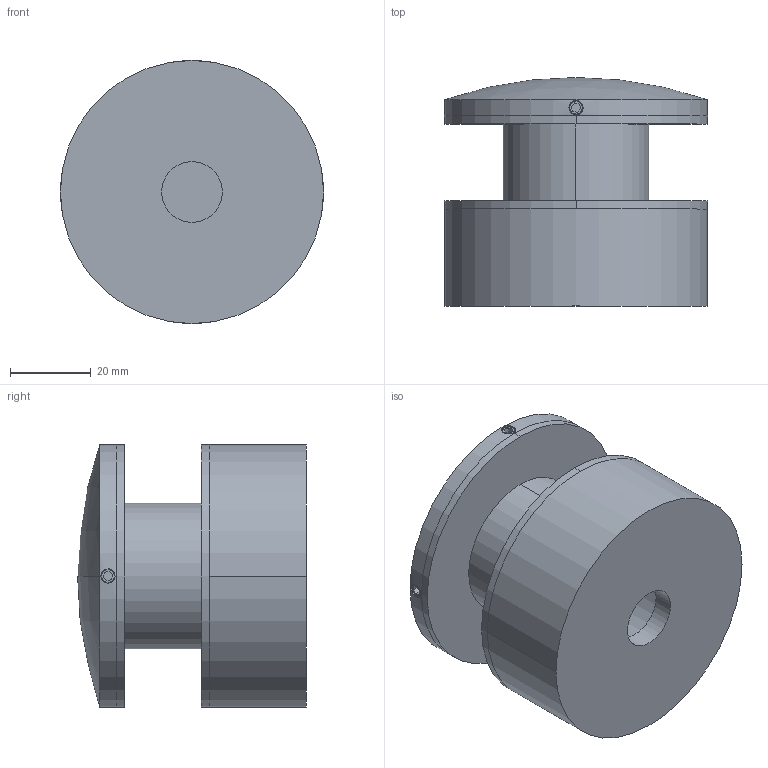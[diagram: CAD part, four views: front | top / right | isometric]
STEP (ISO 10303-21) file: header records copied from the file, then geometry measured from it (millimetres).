
FILE_DESCRIPTION (( 'STEP AP203' ), '1' );
FILE_NAME ('3D_GG-4252 x21.52_188770227.STEP', '2024-11-06T09:33:40', ( '' ), ( '' ), 'SwSTEP 2.0', 'SolidWorks 2023', '' );
FILE_SCHEMA (( 'CONFIG_CONTROL_DESIGN' ));
Length unit declared in the file: millimetre
Products named in the file (1): 3D_GG-4252 x21.52_188770227
Bounding box: 65 x 56.5 x 65 mm (x, y, z)
Volume: 124483 mm3; surface area: 41752.3 mm2
Topology: 4 solids, 7 shells, 118 faces, 248 edges, 157 vertices
Faces by surface type: plane 52, cylinder 40, cone 16, torus 8, sphere 2
Entity records: 3419 total; most frequent: CARTESIAN_POINT 736, DIRECTION 580, ORIENTED_EDGE 496, EDGE_CURVE 248, AXIS2_PLACEMENT_3D 225, VERTEX_POINT 157, EDGE_LOOP 135, LINE 130
